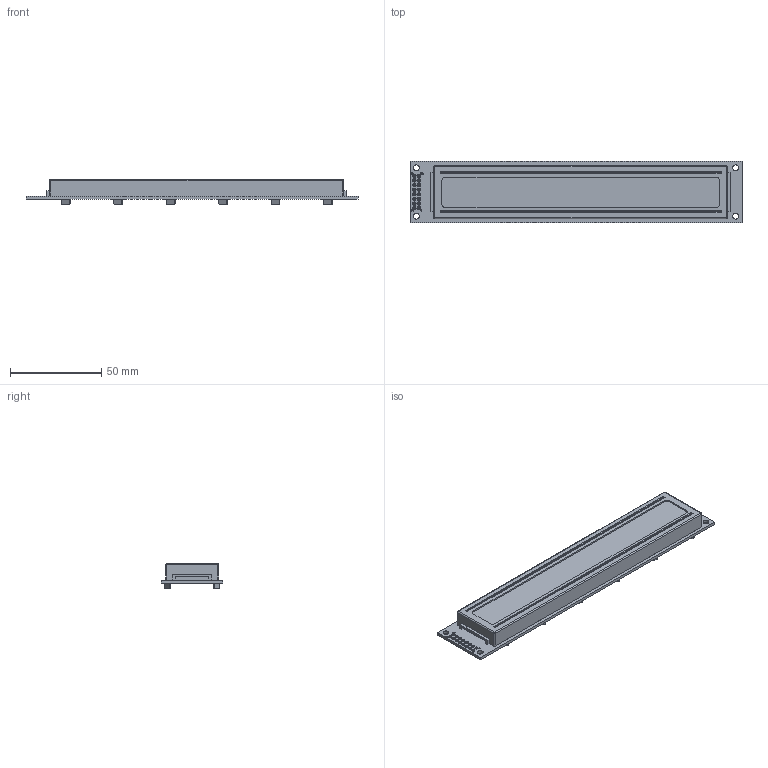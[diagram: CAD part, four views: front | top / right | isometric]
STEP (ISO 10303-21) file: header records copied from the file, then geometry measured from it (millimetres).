
FILE_DESCRIPTION(/* description */ ('Unknown'),/* implementation_level */ '2;1');
FILE_NAME(/* name */ 'LCD Display 4002',/* time_stamp */ '2018-10-29T15:30:17-04:00',/* author */ ('Unknown'),/* organization */ ('Unknown'),/* preprocessor_version */ 'ST-DEVELOPER v16.7',/* originating_system */ 'DEX',/* authorisation */ $);
FILE_SCHEMA (('AUTOMOTIVE_DESIGN {1 0 10303 214 3 1 1}'));
Length unit declared in the file: millimetre
Products named in the file (1): LCD Display 4002
Bounding box: 182 x 33.5 x 13.64 mm (x, y, z)
Volume: 50261.3 mm3; surface area: 17684.1 mm2
Topology: 1 solids, 21 shells, 638 faces, 1773 edges, 1158 vertices
Faces by surface type: plane 431, bspline 112, cylinder 91, sphere 4
Full cylindrical faces by diameter (mm): 0.813 x16, 1.803 x15, 3.2 x4
Entity records: 27288 total; most frequent: CARTESIAN_POINT 7800, ORIENTED_EDGE 3418, DIRECTION 2425, EDGE_CURVE 1709, VERTEX_POINT 1138, LINE 1023, VECTOR 1023, EDGE_LOOP 775
